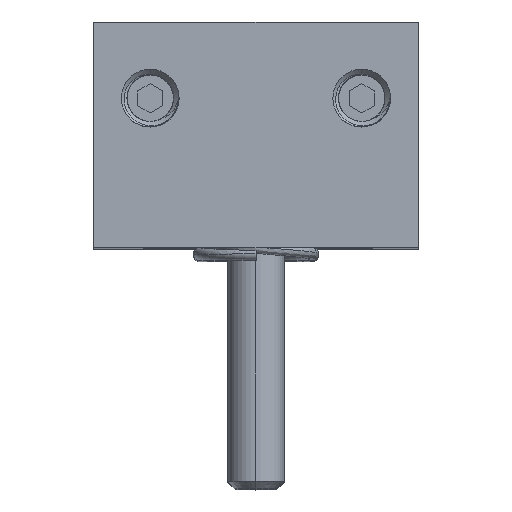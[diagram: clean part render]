
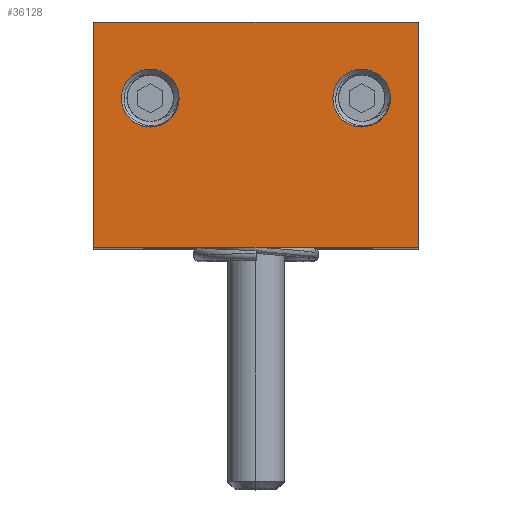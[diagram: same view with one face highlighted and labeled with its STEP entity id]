
A CAD part, top view. The second image highlights one B-rep face of the part: STEP entity #36128.
In plain terms, the highlighted planar face has unit normal (0, 0, 1).
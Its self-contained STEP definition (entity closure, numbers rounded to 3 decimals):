
#495 = LINE ( 'NONE', #42472, #18399 ) ;
#955 = ORIENTED_EDGE ( 'NONE', *, *, #36589, .T. ) ;
#1432 = CIRCLE ( 'NONE', #2060, 1.025 ) ;
#1465 = DIRECTION ( 'NONE',  ( 1., 0., 0. ) ) ;
#2060 = AXIS2_PLACEMENT_3D ( 'NONE', #34722, #19721, #31601 ) ;
#3174 = VERTEX_POINT ( 'NONE', #3595 ) ;
#3595 = CARTESIAN_POINT ( 'NONE',  ( -5.75, 0., 14.5 ) ) ;
#6705 = DIRECTION ( 'NONE',  ( 0., -1., 0. ) ) ;
#7349 = DIRECTION ( 'NONE',  ( 0., -1., 0. ) ) ;
#7572 = EDGE_CURVE ( 'Defeature ausgef�hrt1_89+Defeature ausgef�hrt1_77+Defeature ausgef�hrt1_88+Defeature ausgef�hrt1_87', #50554, #47037, #495, .T. ) ;
#9009 = CIRCLE ( 'NONE', #46377, 1.025 ) ;
#9851 = AXIS2_PLACEMENT_3D ( 'NONE', #30908, #42607, #7349 ) ;
#9942 = ORIENTED_EDGE ( 'NONE', *, *, #16379, .T. ) ;
#10011 = AXIS2_PLACEMENT_3D ( 'NONE', #21180, #48848, #32890 ) ;
#10117 = CARTESIAN_POINT ( 'NONE',  ( -3.75, 5.3, 14.5 ) ) ;
#10898 = ORIENTED_EDGE ( 'NONE', *, *, #23384, .F. ) ;
#10981 = DIRECTION ( 'NONE',  ( 0., -1., 0. ) ) ;
#12752 = EDGE_CURVE ( 'Defeature ausgef�hrt1_77+Defeature ausgef�hrt1_75+Defeature ausgef�hrt1_75+Defeature ausgef�hrt1_75', #27417, #21755, #9009, .T. ) ;
#13510 = EDGE_CURVE ( 'Defeature ausgef�hrt1_77+Defeature ausgef�hrt1_88+Defeature ausgef�hrt1_89+Defeature ausgef�hrt1_90', #50554, #3174, #37281, .T. ) ;
#15109 = DIRECTION ( 'NONE',  ( 1., 0., 0. ) ) ;
#16086 = LINE ( 'NONE', #23350, #33347 ) ;
#16121 = CARTESIAN_POINT ( 'NONE',  ( 3.75, 6.325, 14.5 ) ) ;
#16379 = EDGE_CURVE ( 'Defeature ausgef�hrt1_77+Defeature ausgef�hrt1_84+Defeature ausgef�hrt1_84+Defeature ausgef�hrt1_84', #18620, #42726, #24237, .T. ) ;
#18076 = ORIENTED_EDGE ( 'NONE', *, *, #13510, .T. ) ;
#18399 = VECTOR ( 'NONE', #15109, 1000. ) ;
#18590 = FACE_OUTER_BOUND ( 'NONE', #25696, .T. ) ;
#18620 = VERTEX_POINT ( 'NONE', #35081 ) ;
#19721 = DIRECTION ( 'NONE',  ( 0., 0., -1. ) ) ;
#21180 = CARTESIAN_POINT ( 'NONE',  ( 5.75, 8., 14.5 ) ) ;
#21755 = VERTEX_POINT ( 'NONE', #26017 ) ;
#21846 = PLANE ( 'NONE',  #10011 ) ;
#22347 = CARTESIAN_POINT ( 'NONE',  ( 3.75, 5.3, 14.5 ) ) ;
#22451 = VECTOR ( 'NONE', #42489, 1000. ) ;
#22512 = AXIS2_PLACEMENT_3D ( 'NONE', #22347, #26338, #6705 ) ;
#23350 = CARTESIAN_POINT ( 'NONE',  ( 5.75, 8., 14.5 ) ) ;
#23384 = EDGE_CURVE ( 'Defeature ausgef�hrt1_87+Defeature ausgef�hrt1_77+Defeature ausgef�hrt1_89+Defeature ausgef�hrt1_90', #47037, #31205, #16086, .T. ) ;
#24132 = FACE_BOUND ( 'NONE', #31749, .T. ) ;
#24237 = CIRCLE ( 'NONE', #9851, 1.025 ) ;
#25373 = FACE_BOUND ( 'NONE', #40331, .T. ) ;
#25696 = EDGE_LOOP ( 'NONE', ( #32240, #10898, #40560, #18076 ) ) ;
#26017 = CARTESIAN_POINT ( 'NONE',  ( -3.75, 6.325, 14.5 ) ) ;
#26338 = DIRECTION ( 'NONE',  ( 0., 0., -1. ) ) ;
#27417 = VERTEX_POINT ( 'NONE', #41014 ) ;
#30908 = CARTESIAN_POINT ( 'NONE',  ( 3.75, 5.3, 14.5 ) ) ;
#31205 = VERTEX_POINT ( 'NONE', #50633 ) ;
#31410 = LINE ( 'NONE', #48614, #32047 ) ;
#31601 = DIRECTION ( 'NONE',  ( 0., -1., 0. ) ) ;
#31749 = EDGE_LOOP ( 'NONE', ( #955, #9942 ) ) ;
#32047 = VECTOR ( 'NONE', #1465, 1000. ) ;
#32240 = ORIENTED_EDGE ( 'NONE', *, *, #41482, .T. ) ;
#32890 = DIRECTION ( 'NONE',  ( 0., -1., 0. ) ) ;
#33183 = EDGE_CURVE ( 'Defeature ausgef�hrt1_77+Defeature ausgef�hrt1_75+Defeature ausgef�hrt1_75+Defeature ausgef�hrt1_75', #21755, #27417, #1432, .T. ) ;
#33347 = VECTOR ( 'NONE', #42961, 1000. ) ;
#34249 = CARTESIAN_POINT ( 'NONE',  ( -5.75, 8., 14.5 ) ) ;
#34524 = ORIENTED_EDGE ( 'NONE', *, *, #33183, .T. ) ;
#34722 = CARTESIAN_POINT ( 'NONE',  ( -3.75, 5.3, 14.5 ) ) ;
#35081 = CARTESIAN_POINT ( 'NONE',  ( 3.75, 4.275, 14.5 ) ) ;
#36128 = ADVANCED_FACE ( 'Defeature ausgef�hrt1_77', ( #25373, #24132, #18590 ), #21846, .F. ) ;
#36589 = EDGE_CURVE ( 'Defeature ausgef�hrt1_77+Defeature ausgef�hrt1_84+Defeature ausgef�hrt1_84+Defeature ausgef�hrt1_84', #42726, #18620, #47500, .T. ) ;
#37092 = CARTESIAN_POINT ( 'NONE',  ( 5.75, 8., 14.5 ) ) ;
#37281 = LINE ( 'NONE', #34249, #22451 ) ;
#37638 = DIRECTION ( 'NONE',  ( 0., 0., -1. ) ) ;
#40331 = EDGE_LOOP ( 'NONE', ( #34524, #45589 ) ) ;
#40560 = ORIENTED_EDGE ( 'NONE', *, *, #7572, .F. ) ;
#41014 = CARTESIAN_POINT ( 'NONE',  ( -3.75, 4.275, 14.5 ) ) ;
#41482 = EDGE_CURVE ( 'Defeature ausgef�hrt1_77+Defeature ausgef�hrt1_90+Defeature ausgef�hrt1_88+Defeature ausgef�hrt1_87', #3174, #31205, #31410, .T. ) ;
#42472 = CARTESIAN_POINT ( 'NONE',  ( 5.75, 8., 14.5 ) ) ;
#42489 = DIRECTION ( 'NONE',  ( 0., -1., 0. ) ) ;
#42607 = DIRECTION ( 'NONE',  ( 0., 0., -1. ) ) ;
#42726 = VERTEX_POINT ( 'NONE', #16121 ) ;
#42961 = DIRECTION ( 'NONE',  ( 0., -1., 0. ) ) ;
#45589 = ORIENTED_EDGE ( 'NONE', *, *, #12752, .T. ) ;
#46377 = AXIS2_PLACEMENT_3D ( 'NONE', #10117, #37638, #10981 ) ;
#46698 = CARTESIAN_POINT ( 'NONE',  ( -5.75, 8., 14.5 ) ) ;
#47037 = VERTEX_POINT ( 'NONE', #37092 ) ;
#47500 = CIRCLE ( 'NONE', #22512, 1.025 ) ;
#48614 = CARTESIAN_POINT ( 'NONE',  ( 5.75, 0., 14.5 ) ) ;
#48848 = DIRECTION ( 'NONE',  ( 0., 0., -1. ) ) ;
#50554 = VERTEX_POINT ( 'NONE', #46698 ) ;
#50633 = CARTESIAN_POINT ( 'NONE',  ( 5.75, 0., 14.5 ) ) ;
